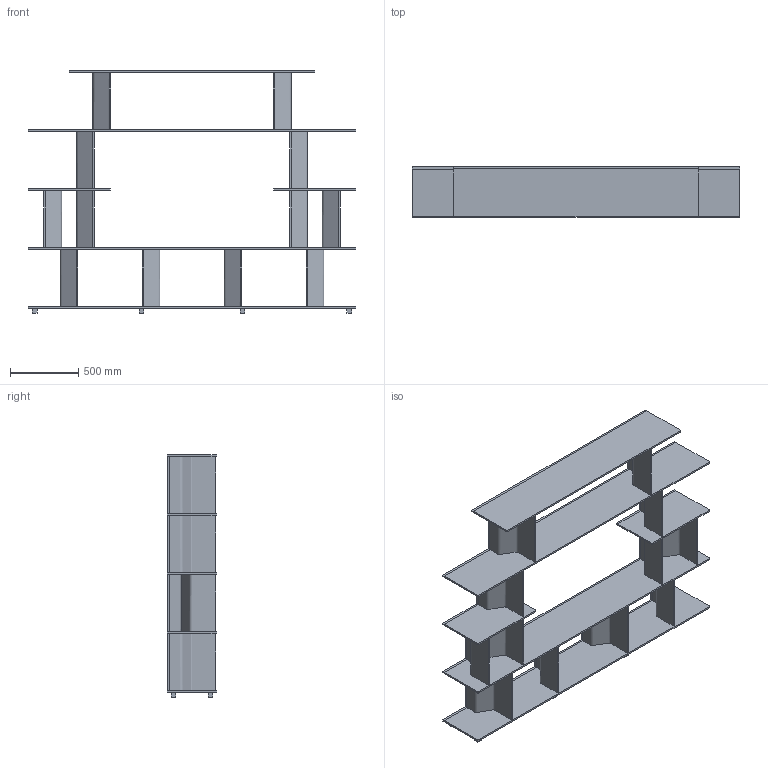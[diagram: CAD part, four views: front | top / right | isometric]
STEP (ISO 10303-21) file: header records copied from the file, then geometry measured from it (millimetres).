
FILE_DESCRIPTION(/* description */ (''),/* implementation_level */ '2;1');
FILE_NAME(/* name */ '8402 - Inori comp. B',/* time_stamp */ '2010-12-14T12:04:06+01:00',/* author */ (''),/* organization */ (''),/* preprocessor_version */ 'ST-DEVELOPER v10',/* originating_system */ '',/* authorisation */ '');
FILE_SCHEMA (('CONFIG_CONTROL_DESIGN'));
Length unit declared in the file: centimetre
Products named in the file (1): 1
Bounding box: 2400 x 365 x 1775 mm (x, y, z)
Volume: 66106403.1 mm3; surface area: 12512603.2 mm2
Topology: 44 solids, 44 shells, 312 faces, 672 edges, 448 vertices
Faces by surface type: plane 240, bspline 72
Entity records: 8438 total; most frequent: CARTESIAN_POINT 3708, ORIENTED_EDGE 1344, EDGE_CURVE 672, VERTEX_POINT 448, B_SPLINE_CURVE_WITH_KNOTS 432, ADVANCED_FACE 312, FACE_OUTER_BOUND 312, EDGE_LOOP 312
